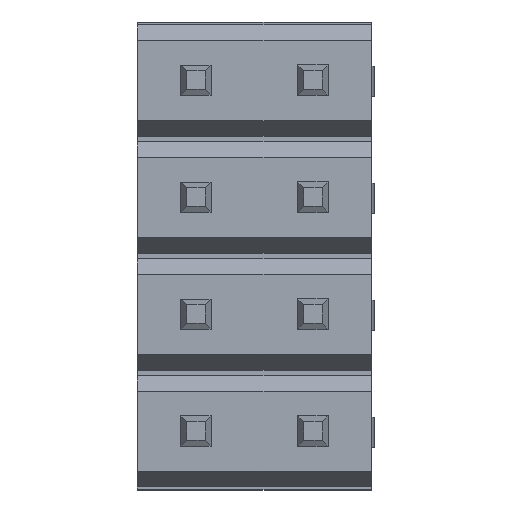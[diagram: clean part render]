
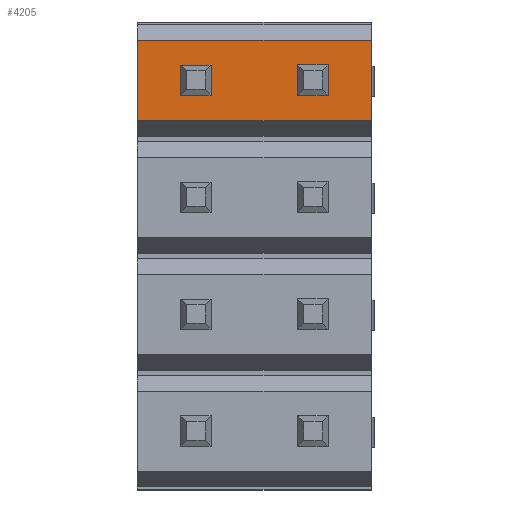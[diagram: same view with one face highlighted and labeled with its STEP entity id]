
A CAD part, top view. The second image highlights one B-rep face of the part: STEP entity #4205.
In plain terms, the highlighted planar face has unit normal (0, 0, 1).
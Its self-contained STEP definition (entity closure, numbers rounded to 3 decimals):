
#77=DIRECTION('',(0.,-1.,0.));
#78=VECTOR('',#77,1.37);
#79=CARTESIAN_POINT('',(0.,-0.315,0.75));
#80=LINE('3943',#79,#78);
#305=DIRECTION('',(1.,0.,0.));
#306=VECTOR('',#305,4.);
#307=CARTESIAN_POINT('',(0.,-0.315,0.75));
#308=LINE('3859',#307,#306);
#309=DIRECTION('',(1.,0.,0.));
#310=VECTOR('',#309,4.);
#311=CARTESIAN_POINT('',(0.,-1.685,0.75));
#312=LINE('3870',#311,#310);
#313=DIRECTION('',(-1.,0.,0.));
#314=VECTOR('',#313,0.52);
#315=CARTESIAN_POINT('',(3.26,-0.74,0.75));
#316=LINE('4021',#315,#314);
#317=DIRECTION('',(0.,-1.,0.));
#318=VECTOR('',#317,0.52);
#319=CARTESIAN_POINT('',(2.74,-0.74,0.75));
#320=LINE('4022',#319,#318);
#321=DIRECTION('',(1.,0.,0.));
#322=VECTOR('',#321,0.52);
#323=CARTESIAN_POINT('',(2.74,-1.26,0.75));
#324=LINE('4023',#323,#322);
#325=DIRECTION('',(0.,1.,0.));
#326=VECTOR('',#325,0.52);
#327=CARTESIAN_POINT('',(3.26,-1.26,0.75));
#328=LINE('4024',#327,#326);
#329=DIRECTION('',(-1.,0.,0.));
#330=VECTOR('',#329,0.514);
#331=CARTESIAN_POINT('',(1.257,-0.743,0.75));
#332=LINE('4322',#331,#330);
#333=DIRECTION('',(0.,-1.,0.));
#334=VECTOR('',#333,0.514);
#335=CARTESIAN_POINT('',(0.743,-0.743,0.75));
#336=LINE('4323',#335,#334);
#337=DIRECTION('',(1.,0.,0.));
#338=VECTOR('',#337,0.514);
#339=CARTESIAN_POINT('',(0.743,-1.257,0.75));
#340=LINE('4324',#339,#338);
#341=DIRECTION('',(0.,1.,0.));
#342=VECTOR('',#341,0.514);
#343=CARTESIAN_POINT('',(1.257,-1.257,0.75));
#344=LINE('4325',#343,#342);
#613=DIRECTION('',(0.,-1.,0.));
#614=VECTOR('',#613,1.37);
#615=CARTESIAN_POINT('',(4.,-0.315,0.75));
#616=LINE('3945',#615,#614);
#2909=CARTESIAN_POINT('',(0.,-0.315,0.75));
#2911=VERTEX_POINT('',#2909);
#2917=CARTESIAN_POINT('',(4.,-0.315,0.75));
#2919=VERTEX_POINT('',#2917);
#2934=CARTESIAN_POINT('',(0.,-1.685,0.75));
#2936=VERTEX_POINT('',#2934);
#2950=CARTESIAN_POINT('',(4.,-1.685,0.75));
#2952=VERTEX_POINT('',#2950);
#3121=CARTESIAN_POINT('',(3.26,-0.74,0.75));
#3122=CARTESIAN_POINT('',(2.74,-0.74,0.75));
#3123=VERTEX_POINT('',#3121);
#3124=VERTEX_POINT('',#3122);
#3125=CARTESIAN_POINT('',(2.74,-1.26,0.75));
#3126=VERTEX_POINT('',#3125);
#3127=CARTESIAN_POINT('',(3.26,-1.26,0.75));
#3128=VERTEX_POINT('',#3127);
#3501=CARTESIAN_POINT('',(1.257,-0.743,0.75));
#3502=CARTESIAN_POINT('',(0.743,-0.743,0.75));
#3503=VERTEX_POINT('',#3501);
#3504=VERTEX_POINT('',#3502);
#3505=CARTESIAN_POINT('',(0.743,-1.257,0.75));
#3506=VERTEX_POINT('',#3505);
#3507=CARTESIAN_POINT('',(1.257,-1.257,0.75));
#3508=VERTEX_POINT('',#3507);
#4172=CARTESIAN_POINT('',(0.,0.,0.75));
#4173=DIRECTION('',(0.,0.,1.));
#4174=DIRECTION('',(0.,-1.,0.));
#4175=AXIS2_PLACEMENT_3D('',#4172,#4173,#4174);
#4176=PLANE('3577',#4175);
#4178=ORIENTED_EDGE('3859',*,*,#4177,.T.);
#4180=ORIENTED_EDGE('3945',*,*,#4179,.T.);
#4181=ORIENTED_EDGE('3870',*,*,#4164,.F.);
#4182=ORIENTED_EDGE('3943',*,*,#3836,.F.);
#4183=EDGE_LOOP('3577',(#4178,#4180,#4181,#4182));
#4184=FACE_OUTER_BOUND('3577',#4183,.F.);
#4186=ORIENTED_EDGE('4021',*,*,#4185,.T.);
#4188=ORIENTED_EDGE('4022',*,*,#4187,.T.);
#4190=ORIENTED_EDGE('4023',*,*,#4189,.T.);
#4192=ORIENTED_EDGE('4024',*,*,#4191,.T.);
#4193=EDGE_LOOP('3577',(#4186,#4188,#4190,#4192));
#4194=FACE_BOUND('3577',#4193,.F.);
#4196=ORIENTED_EDGE('4322',*,*,#4195,.T.);
#4198=ORIENTED_EDGE('4323',*,*,#4197,.T.);
#4200=ORIENTED_EDGE('4324',*,*,#4199,.T.);
#4202=ORIENTED_EDGE('4325',*,*,#4201,.T.);
#4203=EDGE_LOOP('3577',(#4196,#4198,#4200,#4202));
#4204=FACE_BOUND('3577',#4203,.F.);
#4205=ADVANCED_FACE('3577',(#4184,#4194,#4204),#4176,.T.);
#3836=EDGE_CURVE('3943',#2911,#2936,#80,.T.);
#4164=EDGE_CURVE('3870',#2936,#2952,#312,.T.);
#4177=EDGE_CURVE('3859',#2911,#2919,#308,.T.);
#4179=EDGE_CURVE('3945',#2919,#2952,#616,.T.);
#4185=EDGE_CURVE('4021',#3123,#3124,#316,.T.);
#4187=EDGE_CURVE('4022',#3124,#3126,#320,.T.);
#4189=EDGE_CURVE('4023',#3126,#3128,#324,.T.);
#4191=EDGE_CURVE('4024',#3128,#3123,#328,.T.);
#4195=EDGE_CURVE('4322',#3503,#3504,#332,.T.);
#4197=EDGE_CURVE('4323',#3504,#3506,#336,.T.);
#4199=EDGE_CURVE('4324',#3506,#3508,#340,.T.);
#4201=EDGE_CURVE('4325',#3508,#3503,#344,.T.);
